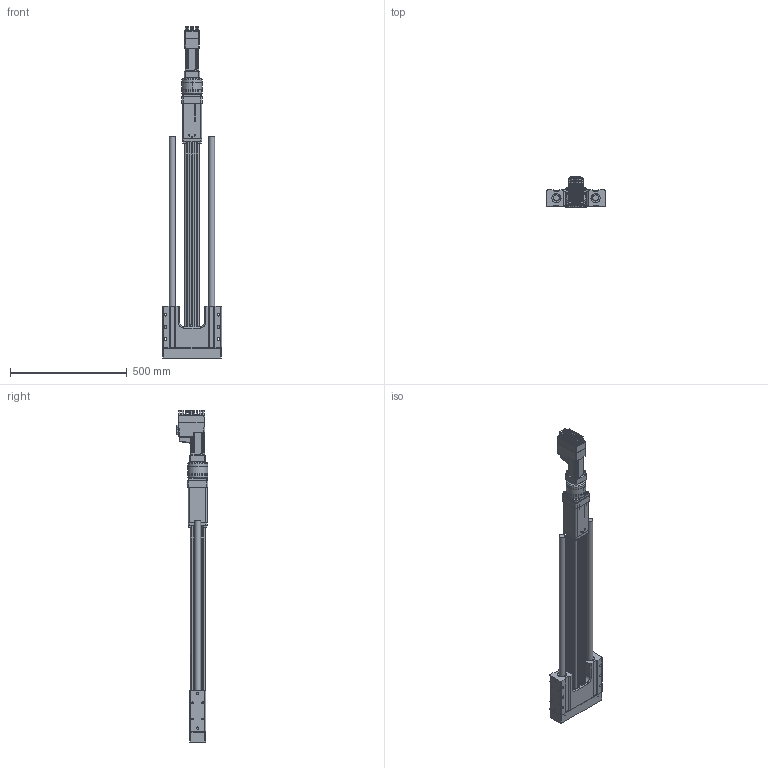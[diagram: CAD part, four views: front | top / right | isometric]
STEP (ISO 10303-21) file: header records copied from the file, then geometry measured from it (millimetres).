
FILE_DESCRIPTION (( 'STEP AP203' ), '1' );
FILE_NAME ('GS-475194-1.step', '2024-11-18T14:28:09', ( '' ), ( '' ), 'SwSTEP 2.0', 'SolidWorks 2024', '' );
FILE_SCHEMA (( 'CONFIG_CONTROL_DESIGN' ));
Length unit declared in the file: inch
Products named in the file (7): 36049476_GS-475194-1; temp1_22321014_GS-475194-1; tempJoin0_22329300_GS-475194-1; Base_GS-475194-1; GS-475194-1; temp0_22321014_GS-475194-1; tempJoin0_22329302_GS-475194-1
Assembly tree (6 placements, depth 2):
  GS-475194-1
    tempJoin0_22329302_GS-475194-1
    tempJoin0_22329300_GS-475194-1
    temp0_22321014_GS-475194-1
    temp1_22321014_GS-475194-1
    36049476_GS-475194-1
    Base_GS-475194-1
Bounding box: 254 x 136.54 x 1424.95 mm (x, y, z)
Volume: 9110330.6 mm3; surface area: 1276731.4 mm2
Topology: 10 solids, 45 shells, 3408 faces, 8112 edges, 4911 vertices
Faces by surface type: plane 1190, cylinder 1095, bspline 435, torus 284, sphere 210, cone 194
Full cylindrical faces by diameter (mm): 1 x5, 2.013 x2, 2.5 x8, 3.1 x5, 3.175 x1, 3.277 x4, 4.2 x4, 4.201 x4, 4.5 x2, 4.762 x1, 4.763 x3, 4.978 x8, 5 x16, 5.001 x4, 5.2 x2, 5.5 x6, 6 x8, 6.477 x1, 6.528 x4, 6.756 x4, 7.14 x4, 7.9 x2, 7.938 x6, 8.331 x4, 8.4 x1, 8.433 x2, 8.5 x12, 8.738 x2, 8.8 x4, 9 x1
Entity records: 133078 total; most frequent: CARTESIAN_POINT 60407, ORIENTED_EDGE 14986, DIRECTION 14384, EDGE_CURVE 7493, AXIS2_PLACEMENT_3D 5722, VERTEX_POINT 4700, EDGE_LOOP 4045, FACE_OUTER_BOUND 3656
